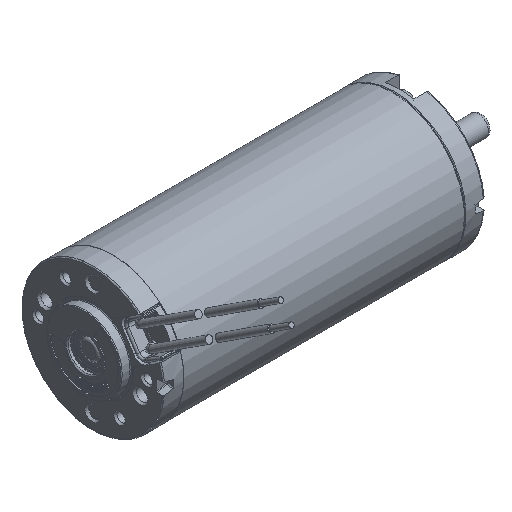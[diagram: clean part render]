
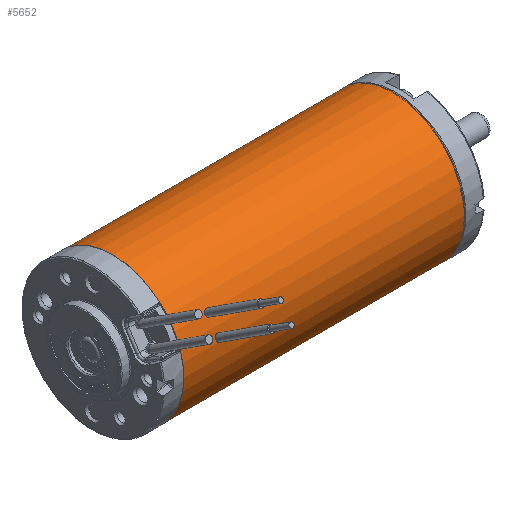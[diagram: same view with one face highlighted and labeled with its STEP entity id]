
A CAD part, isometric view. The second image highlights one B-rep face of the part: STEP entity #5652.
In plain terms, the highlighted cylindrical face has radius 21 mm (diameter 42 mm), a full revolution.
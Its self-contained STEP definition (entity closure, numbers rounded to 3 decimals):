
#2041=CYLINDRICAL_SURFACE('',#44154,21.);
#5652=ADVANCED_FACE('',(#9157,#9158),#2041,.T.);
#9157=FACE_BOUND('',#10820,.T.);
#9158=FACE_BOUND('',#10821,.T.);
#10820=EDGE_LOOP('',(#18122));
#10821=EDGE_LOOP('',(#18123));
#13649=CIRCLE('',#44151,21.);
#13650=CIRCLE('',#44153,21.);
#18122=ORIENTED_EDGE('',*,*,#31067,.T.);
#18123=ORIENTED_EDGE('',*,*,#31066,.F.);
#26570=VERTEX_POINT('',#65515);
#26571=VERTEX_POINT('',#65518);
#31066=EDGE_CURVE('',#26570,#26570,#13649,.T.);
#31067=EDGE_CURVE('',#26571,#26571,#13650,.T.);
#44151=AXIS2_PLACEMENT_3D('',#65514,#50365,#50366);
#44153=AXIS2_PLACEMENT_3D('',#65517,#50369,#50370);
#44154=AXIS2_PLACEMENT_3D('',#65519,#50371,#50372);
#50365=DIRECTION('',(-1.,0.,0.));
#50366=DIRECTION('',(0.,-1.,0.));
#50369=DIRECTION('',(-1.,0.,0.));
#50370=DIRECTION('',(0.,-1.,0.));
#50371=DIRECTION('',(-1.,0.,0.));
#50372=DIRECTION('',(0.,-1.,0.));
#65514=CARTESIAN_POINT('',(-89.,0.,0.));
#65515=CARTESIAN_POINT('',(-89.,-21.,0.));
#65517=CARTESIAN_POINT('',(-6.,0.,0.));
#65518=CARTESIAN_POINT('',(-6.,-21.,0.));
#65519=CARTESIAN_POINT('',(-37.,0.,0.));
